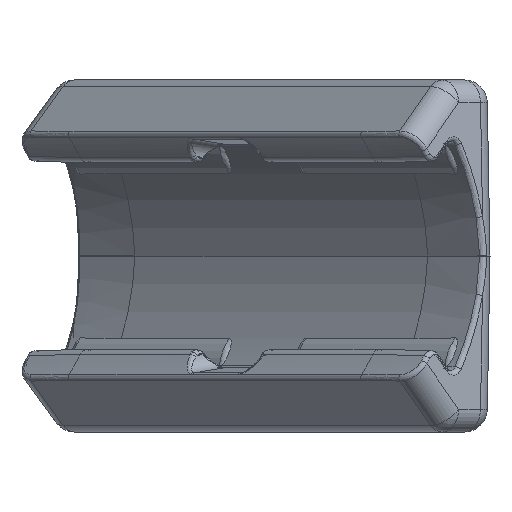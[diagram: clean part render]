
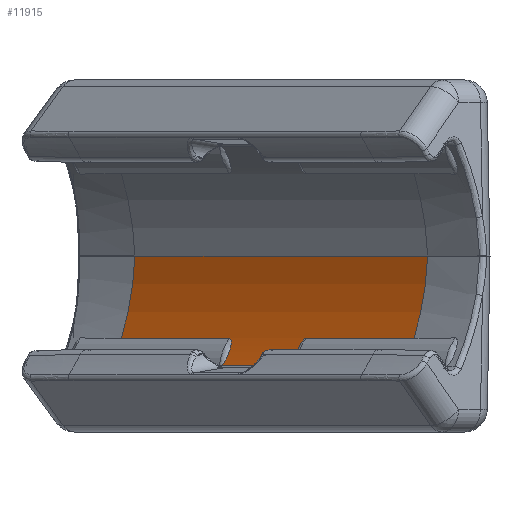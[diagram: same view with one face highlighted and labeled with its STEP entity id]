
A CAD part, left-side view. The second image highlights one B-rep face of the part: STEP entity #11915.
In plain terms, the highlighted cylindrical face has radius 15.3 mm (diameter 30.6 mm), a partial arc.
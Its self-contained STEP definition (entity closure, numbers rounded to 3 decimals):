
#389=LINE('',#20437,#852);
#538=LINE('',#22848,#1001);
#541=LINE('',#22877,#1004);
#542=LINE('',#22916,#1005);
#852=VECTOR('',#14863,1000.);
#1001=VECTOR('',#15356,1000.);
#1004=VECTOR('',#15363,1000.);
#1005=VECTOR('',#15370,1000.);
#1267=CYLINDRICAL_SURFACE('',#13110,15.3);
#2154=FACE_OUTER_BOUND('',#2972,.T.);
#2972=EDGE_LOOP('',(#8981,#8982,#8983,#8984,#8985,#8986,#8987,#8988));
#3873=CIRCLE('',#13111,15.3);
#3874=CIRCLE('',#13112,15.3);
#4645=B_SPLINE_CURVE_WITH_KNOTS('',3,(#22919,#22920,#22921,#22922,#22923,
#22924,#22925,#22926,#22927,#22928,#22929,#22930,#22931,#22932,#22933,#22934,
#22935,#22936,#22937,#22938,#22939,#22940,#22941,#22942,#22943,#22944,#22945,
#22946),.UNSPECIFIED.,.F.,.F.,(4,2,2,2,2,2,2,2,2,2,2,2,2,4),(0.,0.008,
0.017,0.032,0.067,0.098,
0.118,0.135,0.153,0.181,
0.221,0.239,0.252,0.26),
 .UNSPECIFIED.);
#4646=B_SPLINE_CURVE_WITH_KNOTS('',3,(#22947,#22948,#22949,#22950,#22951,
#22952,#22953,#22954,#22955,#22956,#22957,#22958,#22959,#22960,#22961,#22962,
#22963,#22964,#22965,#22966,#22967,#22968,#22969,#22970,#22971,#22972,#22973,
#22974,#22975,#22976),.UNSPECIFIED.,.F.,.F.,(4,2,2,2,2,2,2,2,2,2,2,2,2,
2,4),(0.26,0.262,0.273,0.287,
0.307,0.341,0.36,0.374,
0.386,0.402,0.428,0.452,
0.465,0.472,0.479),.UNSPECIFIED.);
#5284=VERTEX_POINT('',#20428);
#5285=VERTEX_POINT('',#20436);
#5515=VERTEX_POINT('',#22843);
#5516=VERTEX_POINT('',#22845);
#5517=VERTEX_POINT('',#22847);
#5521=VERTEX_POINT('',#22875);
#5524=VERTEX_POINT('',#22914);
#5525=VERTEX_POINT('',#22915);
#6429=EDGE_CURVE('',#5285,#5284,#389,.T.);
#6774=EDGE_CURVE('',#5516,#5517,#538,.T.);
#6780=EDGE_CURVE('',#5515,#5521,#541,.T.);
#6786=EDGE_CURVE('',#5524,#5525,#542,.T.);
#6787=EDGE_CURVE('',#5524,#5285,#3873,.T.);
#6788=EDGE_CURVE('',#5517,#5284,#3874,.T.);
#6789=EDGE_CURVE('',#5515,#5516,#4645,.T.);
#6790=EDGE_CURVE('',#5525,#5521,#4646,.T.);
#8981=ORIENTED_EDGE('',*,*,#6786,.F.);
#8982=ORIENTED_EDGE('',*,*,#6787,.T.);
#8983=ORIENTED_EDGE('',*,*,#6429,.T.);
#8984=ORIENTED_EDGE('',*,*,#6788,.F.);
#8985=ORIENTED_EDGE('',*,*,#6774,.F.);
#8986=ORIENTED_EDGE('',*,*,#6789,.F.);
#8987=ORIENTED_EDGE('',*,*,#6780,.T.);
#8988=ORIENTED_EDGE('',*,*,#6790,.F.);
#11915=ADVANCED_FACE('',(#2154),#1267,.F.);
#13110=AXIS2_PLACEMENT_3D('',#22913,#15368,#15369);
#13111=AXIS2_PLACEMENT_3D('',#22917,#15371,#15372);
#13112=AXIS2_PLACEMENT_3D('',#22918,#15373,#15374);
#14863=DIRECTION('',(0.,0.707,0.707));
#15356=DIRECTION('',(0.,0.707,0.707));
#15363=DIRECTION('',(0.,-0.707,-0.707));
#15368=DIRECTION('center_axis',(0.,0.707,
0.707));
#15369=DIRECTION('ref_axis',(0.,0.707,-0.707));
#15370=DIRECTION('',(0.,0.707,0.707));
#15371=DIRECTION('center_axis',(0.,-0.707,
-0.707));
#15372=DIRECTION('ref_axis',(0.,0.707,-0.707));
#15373=DIRECTION('center_axis',(0.,-0.707,
-0.707));
#15374=DIRECTION('ref_axis',(0.,0.707,-0.707));
#20428=CARTESIAN_POINT('',(0.,9.7,-80.552));
#20436=CARTESIAN_POINT('',(0.,-9.25,-99.503));
#20437=CARTESIAN_POINT('',(0.,-19.927,-110.18));
#22843=CARTESIAN_POINT('',(7.112,4.225,-89.078));
#22845=CARTESIAN_POINT('',(5.333,3.579,-88.432));
#22847=CARTESIAN_POINT('',(5.333,10.579,-81.431));
#22848=CARTESIAN_POINT('',(5.333,1.104,-90.907));
#22875=CARTESIAN_POINT('',(7.112,-0.725,-94.027));
#22877=CARTESIAN_POINT('',(7.112,3.871,-89.431));
#22913=CARTESIAN_POINT('Origin',(-0.75,-9.122,-120.986));
#22914=CARTESIAN_POINT('',(5.333,-8.371,-100.382));
#22915=CARTESIAN_POINT('',(5.333,-1.371,-93.381));
#22916=CARTESIAN_POINT('',(5.333,1.104,-90.907));
#22917=CARTESIAN_POINT('Origin',(-0.75,1.556,-110.309));
#22918=CARTESIAN_POINT('Origin',(-0.75,20.506,-91.358));
#22919=CARTESIAN_POINT('Ctrl Pts',(7.112,4.225,-89.078));
#22920=CARTESIAN_POINT('Ctrl Pts',(7.112,4.206,-89.096));
#22921=CARTESIAN_POINT('Ctrl Pts',(7.108,4.187,-89.112));
#22922=CARTESIAN_POINT('Ctrl Pts',(7.09,4.141,-89.142));
#22923=CARTESIAN_POINT('Ctrl Pts',(7.074,4.116,-89.154));
#22924=CARTESIAN_POINT('Ctrl Pts',(7.027,4.053,-89.178));
#22925=CARTESIAN_POINT('Ctrl Pts',(6.991,4.016,-89.184));
#22926=CARTESIAN_POINT('Ctrl Pts',(6.865,3.906,-89.19));
#22927=CARTESIAN_POINT('Ctrl Pts',(6.76,3.841,-89.171));
#22928=CARTESIAN_POINT('Ctrl Pts',(6.605,3.755,-89.135));
#22929=CARTESIAN_POINT('Ctrl Pts',(6.529,3.718,-89.114));
#22930=CARTESIAN_POINT('Ctrl Pts',(6.406,3.664,-89.075));
#22931=CARTESIAN_POINT('Ctrl Pts',(6.358,3.644,-89.059));
#22932=CARTESIAN_POINT('Ctrl Pts',(6.27,3.61,-89.029));
#22933=CARTESIAN_POINT('Ctrl Pts',(6.23,3.595,-89.014));
#22934=CARTESIAN_POINT('Ctrl Pts',(6.144,3.566,-88.982));
#22935=CARTESIAN_POINT('Ctrl Pts',(6.098,3.551,-88.964));
#22936=CARTESIAN_POINT('Ctrl Pts',(5.985,3.517,-88.919));
#22937=CARTESIAN_POINT('Ctrl Pts',(5.916,3.499,-88.889));
#22938=CARTESIAN_POINT('Ctrl Pts',(5.751,3.464,-88.812));
#22939=CARTESIAN_POINT('Ctrl Pts',(5.612,3.443,-88.743));
#22940=CARTESIAN_POINT('Ctrl Pts',(5.449,3.463,-88.619));
#22941=CARTESIAN_POINT('Ctrl Pts',(5.41,3.476,-88.582));
#22942=CARTESIAN_POINT('Ctrl Pts',(5.364,3.506,-88.523));
#22943=CARTESIAN_POINT('Ctrl Pts',(5.349,3.522,-88.499));
#22944=CARTESIAN_POINT('Ctrl Pts',(5.336,3.553,-88.459));
#22945=CARTESIAN_POINT('Ctrl Pts',(5.333,3.565,-88.445));
#22946=CARTESIAN_POINT('Ctrl Pts',(5.333,3.579,-88.432));
#22947=CARTESIAN_POINT('Ctrl Pts',(5.333,-1.371,-93.381));
#22948=CARTESIAN_POINT('Ctrl Pts',(5.333,-1.366,-93.376));
#22949=CARTESIAN_POINT('Ctrl Pts',(5.333,-1.361,-93.372));
#22950=CARTESIAN_POINT('Ctrl Pts',(5.337,-1.336,-93.349));
#22951=CARTESIAN_POINT('Ctrl Pts',(5.344,-1.316,-93.333));
#22952=CARTESIAN_POINT('Ctrl Pts',(5.37,-1.269,-93.303));
#22953=CARTESIAN_POINT('Ctrl Pts',(5.391,-1.244,-93.29));
#22954=CARTESIAN_POINT('Ctrl Pts',(5.449,-1.184,-93.266));
#22955=CARTESIAN_POINT('Ctrl Pts',(5.495,-1.146,-93.257));
#22956=CARTESIAN_POINT('Ctrl Pts',(5.657,-1.037,-93.252));
#22957=CARTESIAN_POINT('Ctrl Pts',(5.776,-0.977,-93.27));
#22958=CARTESIAN_POINT('Ctrl Pts',(5.948,-0.9,
-93.31));
#22959=CARTESIAN_POINT('Ctrl Pts',(6.012,-0.873,
-93.327));
#22960=CARTESIAN_POINT('Ctrl Pts',(6.119,-0.83,-93.36));
#22961=CARTESIAN_POINT('Ctrl Pts',(6.163,-0.813,
-93.375));
#22962=CARTESIAN_POINT('Ctrl Pts',(6.248,-0.782,
-93.404));
#22963=CARTESIAN_POINT('Ctrl Pts',(6.288,-0.767,
-93.42));
#22964=CARTESIAN_POINT('Ctrl Pts',(6.379,-0.736,
-93.455));
#22965=CARTESIAN_POINT('Ctrl Pts',(6.429,-0.72,-93.476));
#22966=CARTESIAN_POINT('Ctrl Pts',(6.561,-0.68,
-93.536));
#22967=CARTESIAN_POINT('Ctrl Pts',(6.645,-0.657,
-93.578));
#22968=CARTESIAN_POINT('Ctrl Pts',(6.797,-0.625,
-93.668));
#22969=CARTESIAN_POINT('Ctrl Pts',(6.893,-0.61,
-93.73));
#22970=CARTESIAN_POINT('Ctrl Pts',(7.018,-0.622,
-93.845));
#22971=CARTESIAN_POINT('Ctrl Pts',(7.051,-0.633,-93.884));
#22972=CARTESIAN_POINT('Ctrl Pts',(7.086,-0.659,
-93.939));
#22973=CARTESIAN_POINT('Ctrl Pts',(7.096,-0.67,
-93.958));
#22974=CARTESIAN_POINT('Ctrl Pts',(7.109,-0.695,
-93.995));
#22975=CARTESIAN_POINT('Ctrl Pts',(7.112,-0.709,-94.011));
#22976=CARTESIAN_POINT('Ctrl Pts',(7.112,-0.725,-94.027));
